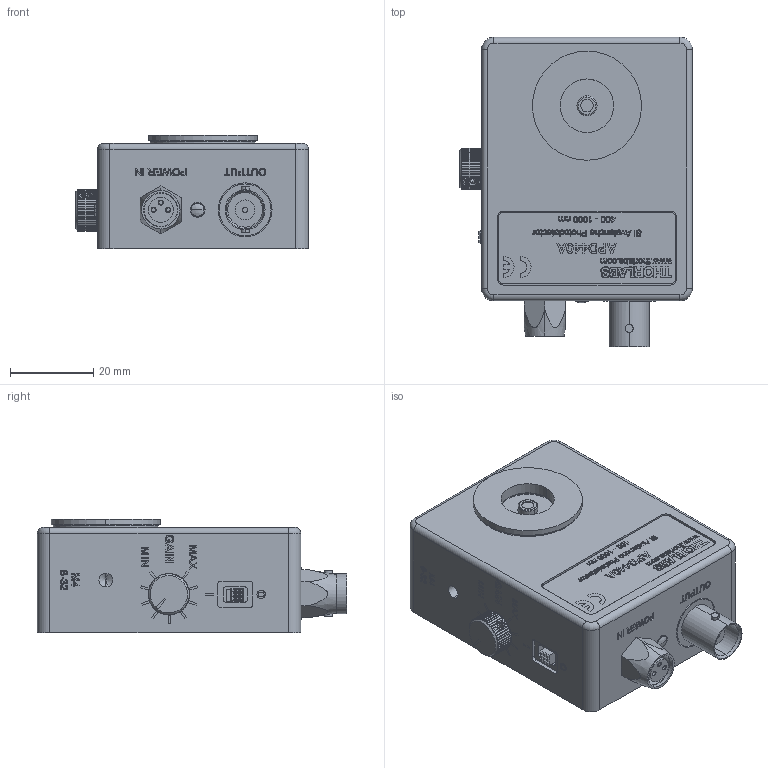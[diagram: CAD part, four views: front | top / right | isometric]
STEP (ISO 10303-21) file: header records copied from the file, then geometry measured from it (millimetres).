
FILE_DESCRIPTION (( 'STEP AP203' ), '1' );
FILE_NAME ('19.07.02_APD440-Web_Drawing.STEP', '2019-07-02T10:20:17', ( '' ), ( '' ), 'SwSTEP 2.0', 'SolidWorks 2018', '' );
FILE_SCHEMA (( 'CONFIG_CONTROL_DESIGN' ));
Length unit declared in the file: millimetre
Products named in the file (1): 19.07.02_APD440-Web_Drawing
Bounding box: 56.08 x 74.54 x 27.4 mm (x, y, z)
Volume: 32263.3 mm3; surface area: 30510.7 mm2
Topology: 22 solids, 23 shells, 5078 faces, 13441 edges, 8853 vertices
Faces by surface type: plane 2838, bspline 1599, cylinder 492, cone 103, torus 44, sphere 2
Entity records: 229172 total; most frequent: CARTESIAN_POINT 113730, ORIENTED_EDGE 26806, DIRECTION 17997, EDGE_CURVE 13403, VECTOR 9023, LINE 9023, VERTEX_POINT 8853, EDGE_LOOP 5598
